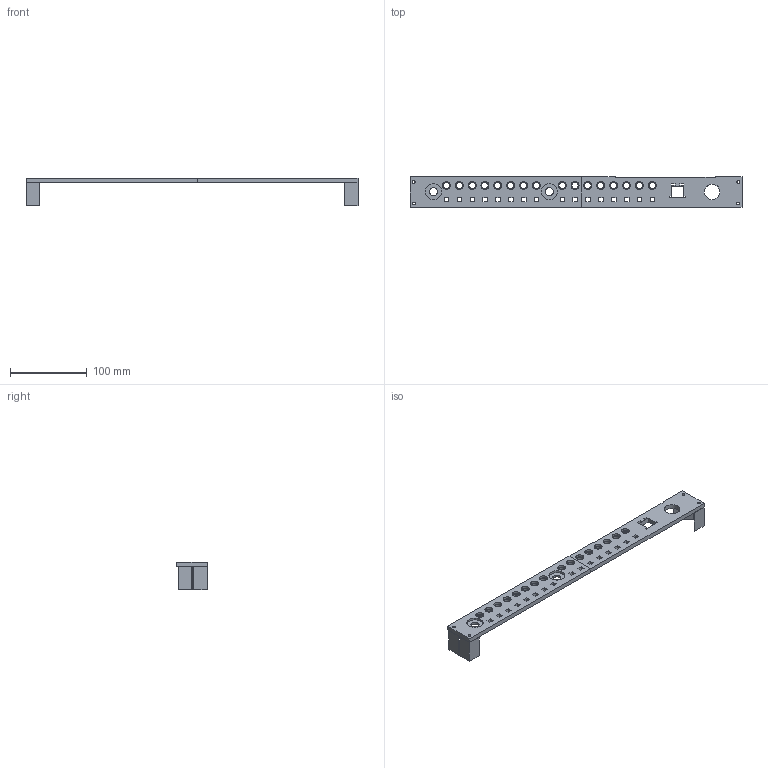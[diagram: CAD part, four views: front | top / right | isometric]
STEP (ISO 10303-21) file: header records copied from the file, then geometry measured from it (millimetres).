
FILE_DESCRIPTION(/* description */ (''),/* implementation_level */ '2;1');
FILE_NAME(/* name */ 'Power Distribution Board Front Plate Model.step',/* time_stamp */ '2025-08-18T16:18:37-07:00',/* author */ (''),/* organization */ (''),/* preprocessor_version */ 'ST-DEVELOPER v20.1',/* originating_system */ 'Autodesk Translation Framework v14.10.0.0',/* authorisation */ '');
FILE_SCHEMA (('AUTOMOTIVE_DESIGN { 1 0 10303 214 3 1 1 }'));
Length unit declared in the file: millimetre
Products named in the file (7): 2025-07-14-11-28-22-257; 2025-07-15-14-50-55-103; 2025-07-15-14-53-13-468; 2025-07-15-14-54-42-457; 2025-07-15-14-56-30-183; 2025-07-16-11-58-42-248; 2025-07-16-11-58-45-942
Assembly tree (6 placements, depth 2):
  2025-07-14-11-28-22-257
    2025-07-15-14-50-55-103
    2025-07-15-14-53-13-468
    2025-07-15-14-54-42-457
    2025-07-15-14-56-30-183
    2025-07-16-11-58-42-248
    2025-07-16-11-58-45-942
Bounding box: 431.8 x 40 x 36 mm (x, y, z)
Volume: 104613.6 mm3; surface area: 53010 mm2
Topology: 6 solids, 6 shells, 179 faces, 447 edges, 298 vertices
Faces by surface type: plane 134, cylinder 45
Full cylindrical faces by diameter (mm): 3.5 x4, 4 x4, 8.2 x16, 10.4 x16, 10.5 x2, 20.3 x1, 21 x2
Entity records: 5708 total; most frequent: CARTESIAN_POINT 937, DIRECTION 921, ORIENTED_EDGE 894, EDGE_CURVE 447, LINE 357, VECTOR 357, VERTEX_POINT 298, EDGE_LOOP 289
